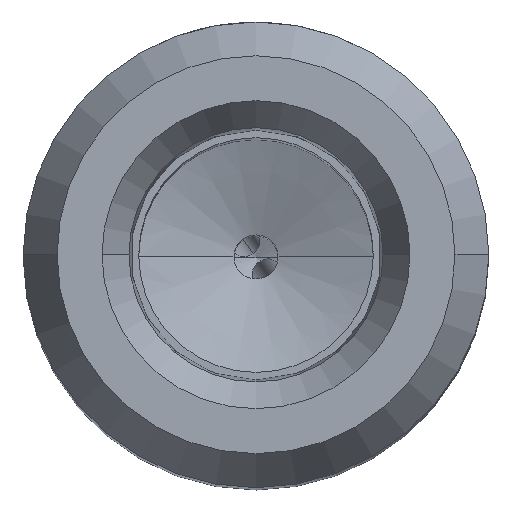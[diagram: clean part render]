
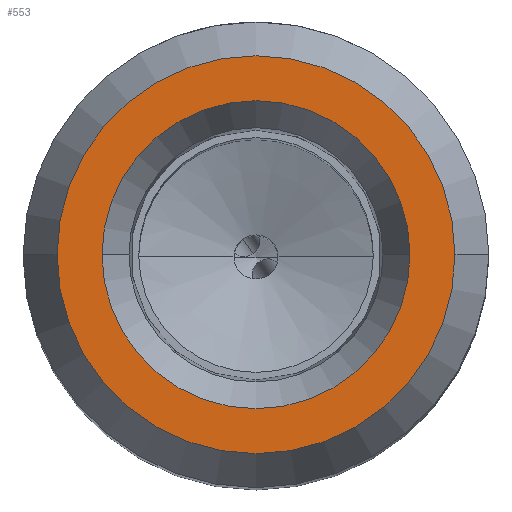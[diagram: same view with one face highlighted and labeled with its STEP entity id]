
A CAD part, top view. The second image highlights one B-rep face of the part: STEP entity #553.
In plain terms, the highlighted planar face has unit normal (0, 0, 1).
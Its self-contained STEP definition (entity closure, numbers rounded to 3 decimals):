
#108=PLANE('',#3921);
#147=FACE_BOUND('',#988,.T.);
#148=FACE_BOUND('',#989,.T.);
#553=ADVANCED_FACE('',(#147,#148),#108,.T.);
#988=EDGE_LOOP('',(#1414,#1415));
#989=EDGE_LOOP('',(#1416,#1417));
#1191=CIRCLE('',#3915,5.25);
#1192=CIRCLE('',#3917,5.25);
#1193=CIRCLE('',#3919,6.783);
#1194=CIRCLE('',#3920,6.783);
#1414=ORIENTED_EDGE('',*,*,#2964,.T.);
#1415=ORIENTED_EDGE('',*,*,#2965,.T.);
#1416=ORIENTED_EDGE('',*,*,#2966,.T.);
#1417=ORIENTED_EDGE('',*,*,#2967,.T.);
#2528=VERTEX_POINT('',#5165);
#2529=VERTEX_POINT('',#5167);
#2530=VERTEX_POINT('',#5173);
#2531=VERTEX_POINT('',#5174);
#2964=EDGE_CURVE('',#2528,#2529,#1191,.T.);
#2965=EDGE_CURVE('',#2529,#2528,#1192,.T.);
#2966=EDGE_CURVE('',#2530,#2531,#1193,.T.);
#2967=EDGE_CURVE('',#2531,#2530,#1194,.T.);
#3915=AXIS2_PLACEMENT_3D('',#5168,#4328,#4329);
#3917=AXIS2_PLACEMENT_3D('',#5170,#4332,#4333);
#3919=AXIS2_PLACEMENT_3D('',#5172,#4336,#4337);
#3920=AXIS2_PLACEMENT_3D('',#5175,#4338,#4339);
#3921=AXIS2_PLACEMENT_3D('',#5176,#4340,#4341);
#4328=DIRECTION('',(0.,0.,-1.));
#4329=DIRECTION('',(-1.,0.,0.));
#4332=DIRECTION('',(0.,0.,-1.));
#4333=DIRECTION('',(1.,0.,0.));
#4336=DIRECTION('',(0.,0.,1.));
#4337=DIRECTION('',(-1.,0.,0.));
#4338=DIRECTION('',(0.,0.,1.));
#4339=DIRECTION('',(1.,0.,0.));
#4340=DIRECTION('',(0.,0.,1.));
#4341=DIRECTION('',(-1.,0.,0.));
#5165=CARTESIAN_POINT('',(-5.25,0.,24.5));
#5167=CARTESIAN_POINT('',(5.25,0.,24.5));
#5168=CARTESIAN_POINT('',(0.,0.,24.5));
#5170=CARTESIAN_POINT('',(0.,0.,24.5));
#5172=CARTESIAN_POINT('',(0.,0.,24.5));
#5173=CARTESIAN_POINT('',(-6.783,0.,24.5));
#5174=CARTESIAN_POINT('',(6.783,0.,24.5));
#5175=CARTESIAN_POINT('',(0.,0.,24.5));
#5176=CARTESIAN_POINT('',(0.,0.,24.5));
